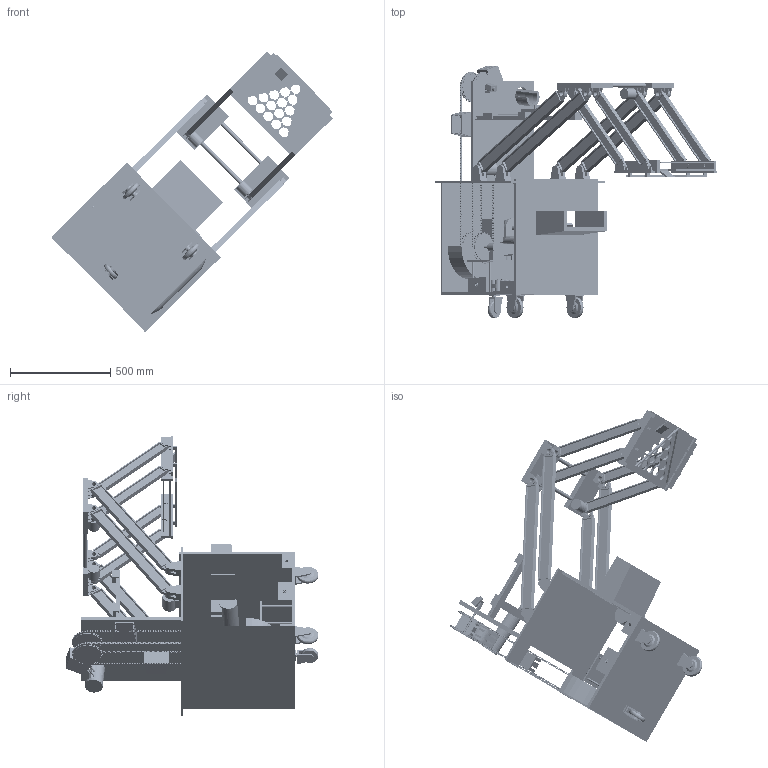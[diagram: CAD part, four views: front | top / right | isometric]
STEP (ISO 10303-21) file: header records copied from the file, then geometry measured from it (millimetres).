
FILE_DESCRIPTION (( 'STEP AP203' ), '1' );
FILE_NAME ('軞蚾.STEP', '2022-07-27T08:47:25', ( '' ), ( '' ), 'SwSTEP 2.0', 'SolidWorks 2021', '' );
FILE_SCHEMA (( 'CONFIG_CONTROL_DESIGN' ));
Length unit declared in the file: millimetre
Products named in the file (35): Part7; す俴す怢2; 儂旯; Part14; 陔; 賑輸 - 萵掛; part17; ヶ啣; 蚾饜极; 賑寢; Part6; 萇儂; 蟀裝2; part16; Part12; 苤謫; 狟窒; 謫麇; 萇喀; Assem4; 魂雄釱; 蟀裝1; 噩砃す俴す怢2; Part4; 軞蚾; Part2; 苤蟀裝; Part3; す怢蟀裝; Part11; Part10; 謫麇釱; 球堆; Part15; 球堆挡板
Assembly tree (380 placements, depth 4):
  軞蚾
    狟窒
      ヶ啣
      謫麇釱  x2
      謫麇  x2
      魂雄釱
      苤謫
    蚾饜极
      球堆
      蟀裝2  x4
      儂旯
      賑寢
      賑輸 - 萵掛
      蟀裝1  x4
      す俴す怢2
      噩砃す俴す怢2
      す怢蟀裝  x2
      苤蟀裝  x4
      球堆挡板
    陔
      Part14
      Part15
      Part4
      Assem4
        Part12  x4
        Part10  x164
        Part11  x164
        Part6  x4
      Part7
      Part2
      Part3
      part16
      part17  x2
    萇儂  x2
    萇喀
Bounding box: 1405.5 x 1262.23 x 1399.03 mm (x, y, z)
Volume: 36580732.5 mm3; surface area: 7213214.8 mm2
Topology: 869 solids, 869 shells, 13782 faces, 32731 edges, 21778 vertices
Faces by surface type: cylinder 8687, plane 3607, bspline 1458, torus 18, cone 10, sphere 2
Entity records: 54454 total; most frequent: CARTESIAN_POINT 7876, DIRECTION 7558, ORIENTED_EDGE 6546, EDGE_CURVE 3273, AXIS2_PLACEMENT_3D 2769, VERTEX_POINT 2157, LINE 2020, VECTOR 2020
